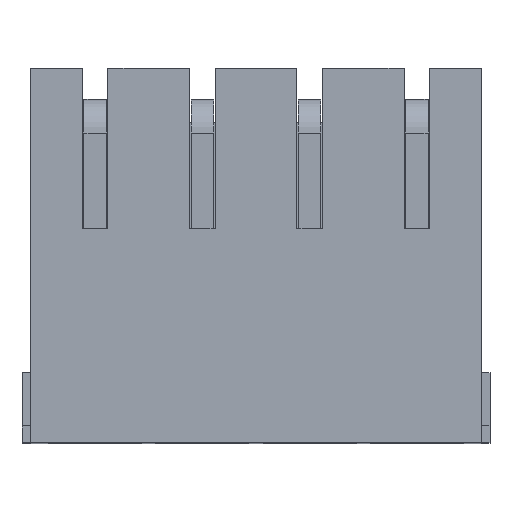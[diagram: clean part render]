
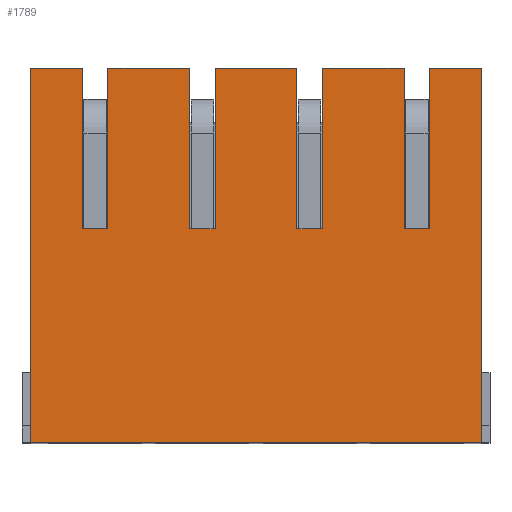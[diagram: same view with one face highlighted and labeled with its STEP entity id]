
A CAD part, top view. The second image highlights one B-rep face of the part: STEP entity #1789.
In plain terms, the highlighted planar face has unit normal (0, 0, 1).
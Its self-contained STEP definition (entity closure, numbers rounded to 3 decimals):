
#1634=AXIS2_PLACEMENT_3D('Plane Axis2P3D',#1631,#1632,#1633) ;
#147=CARTESIAN_POINT('Vertex',(16.33,0.,18.4)) ;
#150=CARTESIAN_POINT('Line Origine',(8.315,0.,18.4)) ;
#154=CARTESIAN_POINT('Vertex',(0.3,0.,18.4)) ;
#1631=CARTESIAN_POINT('Axis2P3D Location',(0.3,13.3,18.4)) ;
#1636=CARTESIAN_POINT('Line Origine',(12.125,13.3,18.4)) ;
#1640=CARTESIAN_POINT('Vertex',(10.67,13.3,18.4)) ;
#1642=CARTESIAN_POINT('Vertex',(13.58,13.3,18.4)) ;
#1645=CARTESIAN_POINT('Line Origine',(10.67,10.45,18.4)) ;
#1649=CARTESIAN_POINT('Vertex',(10.67,7.6,18.4)) ;
#1652=CARTESIAN_POINT('Line Origine',(10.22,7.6,18.4)) ;
#1656=CARTESIAN_POINT('Vertex',(9.77,7.6,18.4)) ;
#1659=CARTESIAN_POINT('Line Origine',(9.77,10.45,18.4)) ;
#1663=CARTESIAN_POINT('Vertex',(9.77,13.3,18.4)) ;
#1666=CARTESIAN_POINT('Line Origine',(8.315,13.3,18.4)) ;
#1670=CARTESIAN_POINT('Vertex',(6.86,13.3,18.4)) ;
#1673=CARTESIAN_POINT('Line Origine',(6.86,10.45,18.4)) ;
#1677=CARTESIAN_POINT('Vertex',(6.86,7.6,18.4)) ;
#1680=CARTESIAN_POINT('Line Origine',(6.41,7.6,18.4)) ;
#1684=CARTESIAN_POINT('Vertex',(5.96,7.6,18.4)) ;
#1687=CARTESIAN_POINT('Line Origine',(5.96,10.45,18.4)) ;
#1691=CARTESIAN_POINT('Vertex',(5.96,13.3,18.4)) ;
#1694=CARTESIAN_POINT('Line Origine',(4.505,13.3,18.4)) ;
#1698=CARTESIAN_POINT('Vertex',(3.05,13.3,18.4)) ;
#1701=CARTESIAN_POINT('Line Origine',(3.05,10.45,18.4)) ;
#1705=CARTESIAN_POINT('Vertex',(3.05,7.6,18.4)) ;
#1708=CARTESIAN_POINT('Line Origine',(2.6,7.6,18.4)) ;
#1712=CARTESIAN_POINT('Vertex',(2.15,7.6,18.4)) ;
#1715=CARTESIAN_POINT('Line Origine',(2.15,10.45,18.4)) ;
#1719=CARTESIAN_POINT('Vertex',(2.15,13.3,18.4)) ;
#1722=CARTESIAN_POINT('Line Origine',(1.225,13.3,18.4)) ;
#1726=CARTESIAN_POINT('Vertex',(0.3,13.3,18.4)) ;
#1729=CARTESIAN_POINT('Line Origine',(0.3,6.65,18.4)) ;
#1734=CARTESIAN_POINT('Line Origine',(16.33,6.65,18.4)) ;
#1738=CARTESIAN_POINT('Vertex',(16.33,13.3,18.4)) ;
#1741=CARTESIAN_POINT('Line Origine',(15.405,13.3,18.4)) ;
#1745=CARTESIAN_POINT('Vertex',(14.48,13.3,18.4)) ;
#1748=CARTESIAN_POINT('Line Origine',(14.48,10.45,18.4)) ;
#1752=CARTESIAN_POINT('Vertex',(14.48,7.6,18.4)) ;
#1755=CARTESIAN_POINT('Line Origine',(14.03,7.6,18.4)) ;
#1759=CARTESIAN_POINT('Vertex',(13.58,7.6,18.4)) ;
#1762=CARTESIAN_POINT('Line Origine',(13.58,10.45,18.4)) ;
#151=DIRECTION('Vector Direction',(1.,0.,0.)) ;
#1632=DIRECTION('Axis2P3D Direction',(-0.,0.,1.)) ;
#1633=DIRECTION('Axis2P3D XDirection',(0.,-1.,0.)) ;
#1637=DIRECTION('Vector Direction',(1.,0.,0.)) ;
#1646=DIRECTION('Vector Direction',(0.,-1.,0.)) ;
#1653=DIRECTION('Vector Direction',(-1.,0.,0.)) ;
#1660=DIRECTION('Vector Direction',(0.,-1.,0.)) ;
#1667=DIRECTION('Vector Direction',(1.,0.,0.)) ;
#1674=DIRECTION('Vector Direction',(0.,-1.,0.)) ;
#1681=DIRECTION('Vector Direction',(-1.,0.,0.)) ;
#1688=DIRECTION('Vector Direction',(0.,-1.,0.)) ;
#1695=DIRECTION('Vector Direction',(1.,0.,0.)) ;
#1702=DIRECTION('Vector Direction',(0.,-1.,0.)) ;
#1709=DIRECTION('Vector Direction',(-1.,0.,0.)) ;
#1716=DIRECTION('Vector Direction',(0.,-1.,0.)) ;
#1723=DIRECTION('Vector Direction',(1.,0.,0.)) ;
#1730=DIRECTION('Vector Direction',(0.,-1.,0.)) ;
#1735=DIRECTION('Vector Direction',(0.,-1.,0.)) ;
#1742=DIRECTION('Vector Direction',(1.,0.,0.)) ;
#1749=DIRECTION('Vector Direction',(0.,-1.,0.)) ;
#1756=DIRECTION('Vector Direction',(-1.,0.,0.)) ;
#1763=DIRECTION('Vector Direction',(0.,-1.,0.)) ;
#152=VECTOR('Line Direction',#151,1.) ;
#1638=VECTOR('Line Direction',#1637,1.) ;
#1647=VECTOR('Line Direction',#1646,1.) ;
#1654=VECTOR('Line Direction',#1653,1.) ;
#1661=VECTOR('Line Direction',#1660,1.) ;
#1668=VECTOR('Line Direction',#1667,1.) ;
#1675=VECTOR('Line Direction',#1674,1.) ;
#1682=VECTOR('Line Direction',#1681,1.) ;
#1689=VECTOR('Line Direction',#1688,1.) ;
#1696=VECTOR('Line Direction',#1695,1.) ;
#1703=VECTOR('Line Direction',#1702,1.) ;
#1710=VECTOR('Line Direction',#1709,1.) ;
#1717=VECTOR('Line Direction',#1716,1.) ;
#1724=VECTOR('Line Direction',#1723,1.) ;
#1731=VECTOR('Line Direction',#1730,1.) ;
#1736=VECTOR('Line Direction',#1735,1.) ;
#1743=VECTOR('Line Direction',#1742,1.) ;
#1750=VECTOR('Line Direction',#1749,1.) ;
#1757=VECTOR('Line Direction',#1756,1.) ;
#1764=VECTOR('Line Direction',#1763,1.) ;
#1768=ORIENTED_EDGE('',*,*,#1644,.F.) ;
#1769=ORIENTED_EDGE('',*,*,#1651,.T.) ;
#1770=ORIENTED_EDGE('',*,*,#1658,.T.) ;
#1771=ORIENTED_EDGE('',*,*,#1665,.T.) ;
#1772=ORIENTED_EDGE('',*,*,#1672,.F.) ;
#1773=ORIENTED_EDGE('',*,*,#1679,.T.) ;
#1774=ORIENTED_EDGE('',*,*,#1686,.T.) ;
#1775=ORIENTED_EDGE('',*,*,#1693,.T.) ;
#1776=ORIENTED_EDGE('',*,*,#1700,.F.) ;
#1777=ORIENTED_EDGE('',*,*,#1707,.T.) ;
#1778=ORIENTED_EDGE('',*,*,#1714,.T.) ;
#1779=ORIENTED_EDGE('',*,*,#1721,.T.) ;
#1780=ORIENTED_EDGE('',*,*,#1728,.F.) ;
#1781=ORIENTED_EDGE('',*,*,#1733,.F.) ;
#1782=ORIENTED_EDGE('',*,*,#156,.T.) ;
#1783=ORIENTED_EDGE('',*,*,#1740,.T.) ;
#1784=ORIENTED_EDGE('',*,*,#1747,.F.) ;
#1785=ORIENTED_EDGE('',*,*,#1754,.T.) ;
#1786=ORIENTED_EDGE('',*,*,#1761,.T.) ;
#1787=ORIENTED_EDGE('',*,*,#1766,.T.) ;
#1789=ADVANCED_FACE('HOUSING',(#1788),#1635,.T.) ;
#156=EDGE_CURVE('',#155,#148,#153,.T.) ;
#1644=EDGE_CURVE('',#1641,#1643,#1639,.T.) ;
#1651=EDGE_CURVE('',#1641,#1650,#1648,.T.) ;
#1658=EDGE_CURVE('',#1650,#1657,#1655,.T.) ;
#1665=EDGE_CURVE('',#1657,#1664,#1662,.F.) ;
#1672=EDGE_CURVE('',#1671,#1664,#1669,.T.) ;
#1679=EDGE_CURVE('',#1671,#1678,#1676,.T.) ;
#1686=EDGE_CURVE('',#1678,#1685,#1683,.T.) ;
#1693=EDGE_CURVE('',#1685,#1692,#1690,.F.) ;
#1700=EDGE_CURVE('',#1699,#1692,#1697,.T.) ;
#1707=EDGE_CURVE('',#1699,#1706,#1704,.T.) ;
#1714=EDGE_CURVE('',#1706,#1713,#1711,.T.) ;
#1721=EDGE_CURVE('',#1713,#1720,#1718,.F.) ;
#1728=EDGE_CURVE('',#1727,#1720,#1725,.T.) ;
#1733=EDGE_CURVE('',#155,#1727,#1732,.F.) ;
#1740=EDGE_CURVE('',#148,#1739,#1737,.F.) ;
#1747=EDGE_CURVE('',#1746,#1739,#1744,.T.) ;
#1754=EDGE_CURVE('',#1746,#1753,#1751,.T.) ;
#1761=EDGE_CURVE('',#1753,#1760,#1758,.T.) ;
#1766=EDGE_CURVE('',#1760,#1643,#1765,.F.) ;
#1767=EDGE_LOOP('',(#1768,#1769,#1770,#1771,#1772,#1773,#1774,#1775,#1776,#1777,#1778,#1779,#1780,#1781,#1782,#1783,#1784,#1785,#1786,#1787)) ;
#1788=FACE_OUTER_BOUND('',#1767,.T.) ;
#153=LINE('Line',#150,#152) ;
#1639=LINE('Line',#1636,#1638) ;
#1648=LINE('Line',#1645,#1647) ;
#1655=LINE('Line',#1652,#1654) ;
#1662=LINE('Line',#1659,#1661) ;
#1669=LINE('Line',#1666,#1668) ;
#1676=LINE('Line',#1673,#1675) ;
#1683=LINE('Line',#1680,#1682) ;
#1690=LINE('Line',#1687,#1689) ;
#1697=LINE('Line',#1694,#1696) ;
#1704=LINE('Line',#1701,#1703) ;
#1711=LINE('Line',#1708,#1710) ;
#1718=LINE('Line',#1715,#1717) ;
#1725=LINE('Line',#1722,#1724) ;
#1732=LINE('Line',#1729,#1731) ;
#1737=LINE('Line',#1734,#1736) ;
#1744=LINE('Line',#1741,#1743) ;
#1751=LINE('Line',#1748,#1750) ;
#1758=LINE('Line',#1755,#1757) ;
#1765=LINE('Line',#1762,#1764) ;
#1635=PLANE('',#1634) ;
#148=VERTEX_POINT('',#147) ;
#155=VERTEX_POINT('',#154) ;
#1641=VERTEX_POINT('',#1640) ;
#1643=VERTEX_POINT('',#1642) ;
#1650=VERTEX_POINT('',#1649) ;
#1657=VERTEX_POINT('',#1656) ;
#1664=VERTEX_POINT('',#1663) ;
#1671=VERTEX_POINT('',#1670) ;
#1678=VERTEX_POINT('',#1677) ;
#1685=VERTEX_POINT('',#1684) ;
#1692=VERTEX_POINT('',#1691) ;
#1699=VERTEX_POINT('',#1698) ;
#1706=VERTEX_POINT('',#1705) ;
#1713=VERTEX_POINT('',#1712) ;
#1720=VERTEX_POINT('',#1719) ;
#1727=VERTEX_POINT('',#1726) ;
#1739=VERTEX_POINT('',#1738) ;
#1746=VERTEX_POINT('',#1745) ;
#1753=VERTEX_POINT('',#1752) ;
#1760=VERTEX_POINT('',#1759) ;
